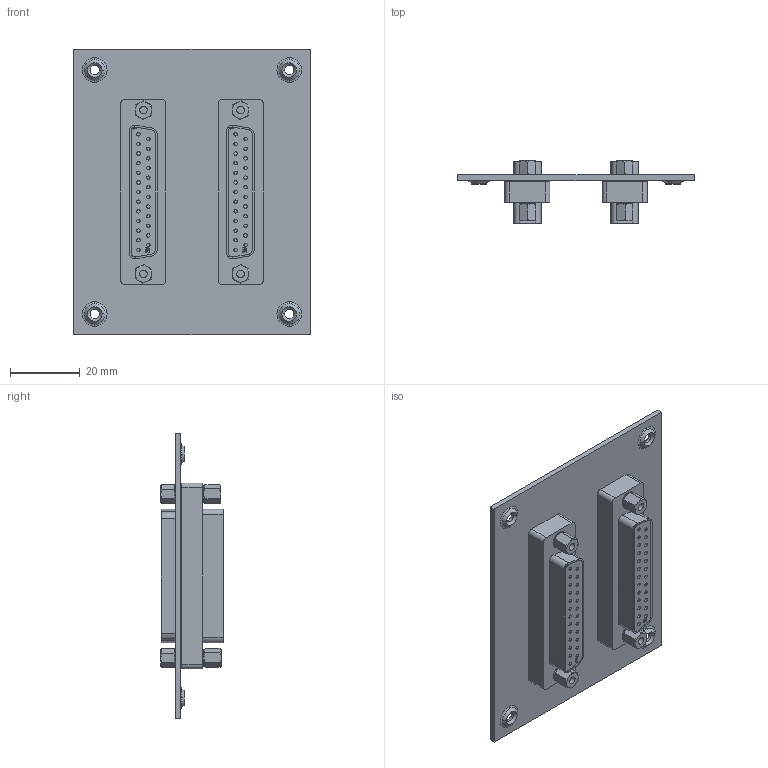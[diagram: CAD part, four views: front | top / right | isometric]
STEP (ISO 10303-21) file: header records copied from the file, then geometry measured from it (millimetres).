
FILE_DESCRIPTION (( 'STEP AP203' ), '1' );
FILE_NAME ('USP2DB25FB.STEP', '2013-06-26T16:17:22', ( 'x' ), ( '' ), 'SwSTEP 2.0', 'SolidWorks 2012', '' );
FILE_SCHEMA (( 'CONFIG_CONTROL_DESIGN' ));
Length unit declared in the file: inch
Products named in the file (7): USP2DB25FB; SDH-160; DGB25F_MINUS JACK SCREWS; SDG400S-PROD_SDG400S-PROD; SD25S_Without Mounting Flange and Solder Cups; DGB25F-MA1; 1AR04-001
Assembly tree (12 placements, depth 3):
  USP2DB25FB
    1AR04-001
    DGB25F_MINUS JACK SCREWS  x2
      DGB25F-MA1
      SD25S_Without Mounting Flange and Solder Cups
      SDG400S-PROD_SDG400S-PROD
    SDH-160  x4
Bounding box: 68.07 x 17.89 x 82.04 mm (x, y, z)
Volume: 22277.4 mm3; surface area: 22506.2 mm2
Topology: 15 solids, 15 shells, 1298 faces, 2896 edges, 1768 vertices
Faces by surface type: cone 488, plane 370, cylinder 344, bspline 56, torus 40
Entity records: 14079 total; most frequent: CARTESIAN_POINT 3313, DIRECTION 2188, ORIENTED_EDGE 1972, EDGE_CURVE 986, AXIS2_PLACEMENT_3D 871, VERTEX_POINT 612, EDGE_LOOP 476, CIRCLE 448
